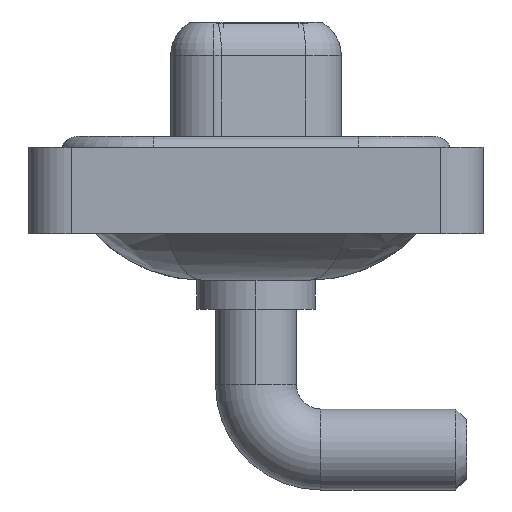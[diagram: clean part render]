
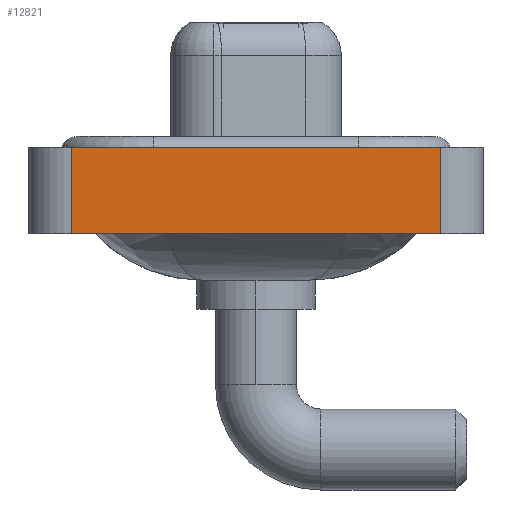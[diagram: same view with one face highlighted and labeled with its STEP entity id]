
A CAD part, left-side view. The second image highlights one B-rep face of the part: STEP entity #12821.
In plain terms, the highlighted planar face has unit normal (-1, 0, 0).
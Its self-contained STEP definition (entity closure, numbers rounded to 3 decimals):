
#337 = LINE ( 'NONE', #9188, #4594 ) ;
#374 = CARTESIAN_POINT ( 'NONE',  ( -7.35, -8.55, -3.6 ) ) ;
#517 = ORIENTED_EDGE ( 'NONE', *, *, #6620, .T. ) ;
#735 = CARTESIAN_POINT ( 'NONE',  ( -7.35, -8.55, 0.4 ) ) ;
#1206 = EDGE_CURVE ( 'NONE', #16470, #10310, #8173, .T. ) ;
#1767 = CARTESIAN_POINT ( 'NONE',  ( -7.35, 8.55, -3.6 ) ) ;
#2041 = VERTEX_POINT ( 'NONE', #1767 ) ;
#2789 = CARTESIAN_POINT ( 'NONE',  ( -7.35, -8.55, -3.6 ) ) ;
#2905 = ORIENTED_EDGE ( 'NONE', *, *, #4214, .T. ) ;
#2931 = DIRECTION ( 'NONE',  ( 0., 0., 1. ) ) ;
#3161 = ORIENTED_EDGE ( 'NONE', *, *, #1206, .F. ) ;
#3763 = DIRECTION ( 'NONE',  ( 0., 0., 1. ) ) ;
#4214 = EDGE_CURVE ( 'NONE', #2041, #6486, #4489, .T. ) ;
#4489 = LINE ( 'NONE', #10588, #15314 ) ;
#4594 = VECTOR ( 'NONE', #2931, 1000. ) ;
#6486 = VERTEX_POINT ( 'NONE', #374 ) ;
#6620 = EDGE_CURVE ( 'NONE', #6486, #10310, #7555, .T. ) ;
#7226 = ORIENTED_EDGE ( 'NONE', *, *, #11577, .F. ) ;
#7555 = LINE ( 'NONE', #2789, #14008 ) ;
#7811 = DIRECTION ( 'NONE',  ( 0., 0., 1. ) ) ;
#8173 = LINE ( 'NONE', #735, #9932 ) ;
#8327 = DIRECTION ( 'NONE',  ( 0., -1., 0. ) ) ;
#8857 = PLANE ( 'NONE',  #9947 ) ;
#9188 = CARTESIAN_POINT ( 'NONE',  ( -7.35, 8.55, -3.6 ) ) ;
#9932 = VECTOR ( 'NONE', #13223, 1000. ) ;
#9947 = AXIS2_PLACEMENT_3D ( 'NONE', #11494, #14009, #3763 ) ;
#10310 = VERTEX_POINT ( 'NONE', #10795 ) ;
#10588 = CARTESIAN_POINT ( 'NONE',  ( -7.35, -8.55, -3.6 ) ) ;
#10795 = CARTESIAN_POINT ( 'NONE',  ( -7.35, -8.55, 0.4 ) ) ;
#11494 = CARTESIAN_POINT ( 'NONE',  ( -7.35, -8.55, -3.6 ) ) ;
#11577 = EDGE_CURVE ( 'NONE', #2041, #16470, #337, .T. ) ;
#12672 = FACE_OUTER_BOUND ( 'NONE', #15787, .T. ) ;
#12821 = ADVANCED_FACE ( 'NONE', ( #12672 ), #8857, .T. ) ;
#13223 = DIRECTION ( 'NONE',  ( 0., -1., 0. ) ) ;
#14008 = VECTOR ( 'NONE', #7811, 1000. ) ;
#14009 = DIRECTION ( 'NONE',  ( -1., 0., 0. ) ) ;
#15314 = VECTOR ( 'NONE', #8327, 1000. ) ;
#15787 = EDGE_LOOP ( 'NONE', ( #517, #3161, #7226, #2905 ) ) ;
#16450 = CARTESIAN_POINT ( 'NONE',  ( -7.35, 8.55, 0.4 ) ) ;
#16470 = VERTEX_POINT ( 'NONE', #16450 ) ;
